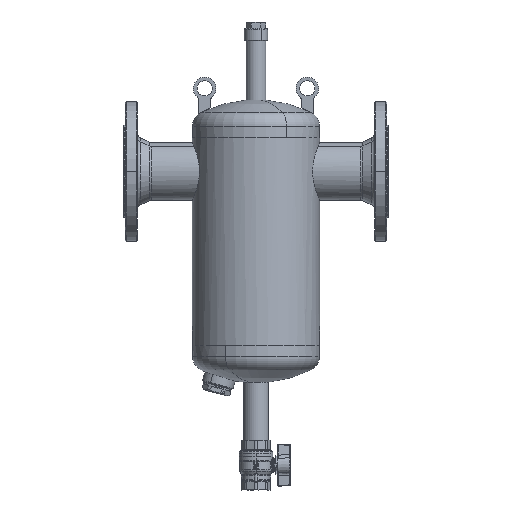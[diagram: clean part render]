
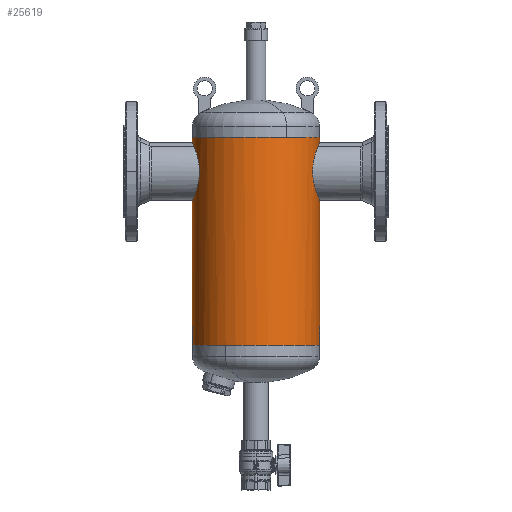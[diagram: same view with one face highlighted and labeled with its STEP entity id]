
A CAD part, front view. The second image highlights one B-rep face of the part: STEP entity #25619.
In plain terms, the highlighted cylindrical face has radius 84.15 mm (diameter 168.3 mm), a partial arc.
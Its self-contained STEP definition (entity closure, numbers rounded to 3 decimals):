
#25357=CARTESIAN_POINT('Line Origine',(156.136,259.865,183.734)) ;
#25361=CARTESIAN_POINT('Vertex',(156.136,259.865,46.234)) ;
#25363=CARTESIAN_POINT('Vertex',(156.136,259.865,237.934)) ;
#25377=CARTESIAN_POINT('Vertex',(-12.164,259.865,46.234)) ;
#25380=CARTESIAN_POINT('Line Origine',(-12.164,259.865,183.734)) ;
#25384=CARTESIAN_POINT('Vertex',(-12.164,259.865,237.934)) ;
#25422=CARTESIAN_POINT('Vertex',(-12.164,259.865,314.534)) ;
#25425=CARTESIAN_POINT('Line Origine',(-12.164,259.865,183.734)) ;
#25429=CARTESIAN_POINT('Vertex',(-12.164,259.865,321.234)) ;
#25443=CARTESIAN_POINT('Vertex',(156.136,259.865,321.234)) ;
#25446=CARTESIAN_POINT('Line Origine',(156.136,259.865,183.734)) ;
#25450=CARTESIAN_POINT('Vertex',(156.136,259.865,314.534)) ;
#25504=CARTESIAN_POINT('Axis2P3D Location',(71.986,259.865,183.734)) ;
#25509=CARTESIAN_POINT('Axis2P3D Location',(71.986,259.865,46.234)) ;
#25513=CARTESIAN_POINT('Vertex',(31.642,186.017,46.234)) ;
#25516=CARTESIAN_POINT('Axis2P3D Location',(71.986,259.865,46.234)) ;
#25522=CARTESIAN_POINT('Control Point',(146.915,221.565,276.234)) ;
#25523=CARTESIAN_POINT('Control Point',(146.915,221.565,272.502)) ;
#25524=CARTESIAN_POINT('Control Point',(147.147,222.02,268.77)) ;
#25525=CARTESIAN_POINT('Control Point',(147.613,222.929,265.134)) ;
#25526=CARTESIAN_POINT('Control Point',(148.671,225.123,259.399)) ;
#25527=CARTESIAN_POINT('Control Point',(150.031,228.349,254.274)) ;
#25528=CARTESIAN_POINT('Control Point',(150.6,229.781,252.351)) ;
#25529=CARTESIAN_POINT('Control Point',(151.774,232.969,248.699)) ;
#25530=CARTESIAN_POINT('Control Point',(152.921,236.697,245.588)) ;
#25531=CARTESIAN_POINT('Control Point',(153.477,238.712,244.163)) ;
#25532=CARTESIAN_POINT('Control Point',(154.7,243.799,241.147)) ;
#25533=CARTESIAN_POINT('Control Point',(155.59,249.443,239.133)) ;
#25534=CARTESIAN_POINT('Control Point',(155.954,252.867,238.334)) ;
#25535=CARTESIAN_POINT('Control Point',(156.136,256.366,237.934)) ;
#25536=CARTESIAN_POINT('Control Point',(156.136,259.865,237.934)) ;
#25537=CARTESIAN_POINT('Vertex',(146.915,221.565,276.234)) ;
#25541=CARTESIAN_POINT('Control Point',(146.915,221.565,276.234)) ;
#25542=CARTESIAN_POINT('Control Point',(146.915,221.565,279.966)) ;
#25543=CARTESIAN_POINT('Control Point',(147.147,222.02,283.698)) ;
#25544=CARTESIAN_POINT('Control Point',(147.613,222.929,287.334)) ;
#25545=CARTESIAN_POINT('Control Point',(148.671,225.123,293.07)) ;
#25546=CARTESIAN_POINT('Control Point',(150.031,228.349,298.194)) ;
#25547=CARTESIAN_POINT('Control Point',(150.6,229.781,300.117)) ;
#25548=CARTESIAN_POINT('Control Point',(151.774,232.969,303.769)) ;
#25549=CARTESIAN_POINT('Control Point',(152.921,236.697,306.88)) ;
#25550=CARTESIAN_POINT('Control Point',(153.477,238.712,308.306)) ;
#25551=CARTESIAN_POINT('Control Point',(154.7,243.799,311.321)) ;
#25552=CARTESIAN_POINT('Control Point',(155.59,249.443,313.335)) ;
#25553=CARTESIAN_POINT('Control Point',(155.954,252.867,314.135)) ;
#25554=CARTESIAN_POINT('Control Point',(156.136,256.366,314.534)) ;
#25555=CARTESIAN_POINT('Control Point',(156.136,259.865,314.534)) ;
#25557=CARTESIAN_POINT('Axis2P3D Location',(71.986,259.865,321.234)) ;
#25561=CARTESIAN_POINT('Vertex',(112.33,186.017,321.234)) ;
#25564=CARTESIAN_POINT('Axis2P3D Location',(71.986,259.865,321.234)) ;
#25570=CARTESIAN_POINT('Control Point',(-2.943,221.565,276.234)) ;
#25571=CARTESIAN_POINT('Control Point',(-2.943,221.565,279.966)) ;
#25572=CARTESIAN_POINT('Control Point',(-3.175,222.02,283.698)) ;
#25573=CARTESIAN_POINT('Control Point',(-3.641,222.929,287.334)) ;
#25574=CARTESIAN_POINT('Control Point',(-4.699,225.123,293.07)) ;
#25575=CARTESIAN_POINT('Control Point',(-6.059,228.349,298.194)) ;
#25576=CARTESIAN_POINT('Control Point',(-6.628,229.781,300.117)) ;
#25577=CARTESIAN_POINT('Control Point',(-7.802,232.969,303.769)) ;
#25578=CARTESIAN_POINT('Control Point',(-8.95,236.697,306.88)) ;
#25579=CARTESIAN_POINT('Control Point',(-9.505,238.712,308.306)) ;
#25580=CARTESIAN_POINT('Control Point',(-10.728,243.799,311.321)) ;
#25581=CARTESIAN_POINT('Control Point',(-11.618,249.443,313.335)) ;
#25582=CARTESIAN_POINT('Control Point',(-11.982,252.867,314.135)) ;
#25583=CARTESIAN_POINT('Control Point',(-12.164,256.366,314.534)) ;
#25584=CARTESIAN_POINT('Control Point',(-12.164,259.865,314.534)) ;
#25585=CARTESIAN_POINT('Vertex',(-2.943,221.565,276.234)) ;
#25589=CARTESIAN_POINT('Control Point',(-2.943,221.565,276.234)) ;
#25590=CARTESIAN_POINT('Control Point',(-2.943,221.565,272.502)) ;
#25591=CARTESIAN_POINT('Control Point',(-3.175,222.02,268.77)) ;
#25592=CARTESIAN_POINT('Control Point',(-3.641,222.929,265.134)) ;
#25593=CARTESIAN_POINT('Control Point',(-4.699,225.123,259.399)) ;
#25594=CARTESIAN_POINT('Control Point',(-6.059,228.349,254.274)) ;
#25595=CARTESIAN_POINT('Control Point',(-6.628,229.781,252.351)) ;
#25596=CARTESIAN_POINT('Control Point',(-7.802,232.969,248.699)) ;
#25597=CARTESIAN_POINT('Control Point',(-8.95,236.697,245.588)) ;
#25598=CARTESIAN_POINT('Control Point',(-9.505,238.712,244.163)) ;
#25599=CARTESIAN_POINT('Control Point',(-10.728,243.799,241.147)) ;
#25600=CARTESIAN_POINT('Control Point',(-11.618,249.443,239.133)) ;
#25601=CARTESIAN_POINT('Control Point',(-11.982,252.867,238.334)) ;
#25602=CARTESIAN_POINT('Control Point',(-12.164,256.366,237.934)) ;
#25603=CARTESIAN_POINT('Control Point',(-12.164,259.865,237.934)) ;
#25359=VECTOR('Line Direction',#25358,1.) ;
#25382=VECTOR('Line Direction',#25381,1.) ;
#25427=VECTOR('Line Direction',#25426,1.) ;
#25448=VECTOR('Line Direction',#25447,1.) ;
#25358=DIRECTION('Vector Direction',(0.,0.,1.)) ;
#25381=DIRECTION('Vector Direction',(0.,0.,1.)) ;
#25426=DIRECTION('Vector Direction',(0.,0.,1.)) ;
#25447=DIRECTION('Vector Direction',(0.,0.,1.)) ;
#25505=DIRECTION('Axis2P3D Direction',(0.,0.,1.)) ;
#25506=DIRECTION('Axis2P3D XDirection',(-1.,0.,0.)) ;
#25510=DIRECTION('Axis2P3D Direction',(0.,0.,1.)) ;
#25517=DIRECTION('Axis2P3D Direction',(0.,0.,1.)) ;
#25558=DIRECTION('Axis2P3D Direction',(0.,0.,1.)) ;
#25565=DIRECTION('Axis2P3D Direction',(0.,0.,1.)) ;
#25507=AXIS2_PLACEMENT_3D('Cylinder Axis2P3D',#25504,#25505,#25506) ;
#25511=AXIS2_PLACEMENT_3D('Circle Axis2P3D',#25509,#25510,$) ;
#25518=AXIS2_PLACEMENT_3D('Circle Axis2P3D',#25516,#25517,$) ;
#25559=AXIS2_PLACEMENT_3D('Circle Axis2P3D',#25557,#25558,$) ;
#25566=AXIS2_PLACEMENT_3D('Circle Axis2P3D',#25564,#25565,$) ;
#25360=LINE('Line',#25357,#25359) ;
#25383=LINE('Line',#25380,#25382) ;
#25428=LINE('Line',#25425,#25427) ;
#25449=LINE('Line',#25446,#25448) ;
#25512=CIRCLE('generated circle',#25511,84.15) ;
#25519=CIRCLE('generated circle',#25518,84.15) ;
#25560=CIRCLE('generated circle',#25559,84.15) ;
#25567=CIRCLE('generated circle',#25566,84.15) ;
#25508=CYLINDRICAL_SURFACE('generated cylinder',#25507,84.15) ;
#25365=EDGE_CURVE('',#25362,#25364,#25360,.T.) ;
#25386=EDGE_CURVE('',#25378,#25385,#25383,.T.) ;
#25431=EDGE_CURVE('',#25423,#25430,#25428,.T.) ;
#25452=EDGE_CURVE('',#25451,#25444,#25449,.T.) ;
#25515=EDGE_CURVE('',#25514,#25378,#25512,.F.) ;
#25520=EDGE_CURVE('',#25514,#25362,#25519,.T.) ;
#25539=EDGE_CURVE('',#25538,#25364,#25521,.T.) ;
#25556=EDGE_CURVE('',#25538,#25451,#25540,.T.) ;
#25563=EDGE_CURVE('',#25562,#25444,#25560,.T.) ;
#25568=EDGE_CURVE('',#25430,#25562,#25567,.T.) ;
#25587=EDGE_CURVE('',#25586,#25423,#25569,.T.) ;
#25604=EDGE_CURVE('',#25586,#25385,#25588,.T.) ;
#25606=ORIENTED_EDGE('',*,*,#25386,.F.) ;
#25607=ORIENTED_EDGE('',*,*,#25515,.F.) ;
#25608=ORIENTED_EDGE('',*,*,#25520,.T.) ;
#25609=ORIENTED_EDGE('',*,*,#25365,.T.) ;
#25610=ORIENTED_EDGE('',*,*,#25539,.F.) ;
#25611=ORIENTED_EDGE('',*,*,#25556,.T.) ;
#25612=ORIENTED_EDGE('',*,*,#25452,.T.) ;
#25613=ORIENTED_EDGE('',*,*,#25563,.F.) ;
#25614=ORIENTED_EDGE('',*,*,#25568,.F.) ;
#25615=ORIENTED_EDGE('',*,*,#25431,.F.) ;
#25616=ORIENTED_EDGE('',*,*,#25587,.F.) ;
#25617=ORIENTED_EDGE('',*,*,#25604,.T.) ;
#25605=EDGE_LOOP('',(#25606,#25607,#25608,#25609,#25610,#25611,#25612,#25613,#25614,#25615,#25616,#25617)) ;
#25362=VERTEX_POINT('',#25361) ;
#25364=VERTEX_POINT('',#25363) ;
#25378=VERTEX_POINT('',#25377) ;
#25385=VERTEX_POINT('',#25384) ;
#25423=VERTEX_POINT('',#25422) ;
#25430=VERTEX_POINT('',#25429) ;
#25444=VERTEX_POINT('',#25443) ;
#25451=VERTEX_POINT('',#25450) ;
#25514=VERTEX_POINT('',#25513) ;
#25538=VERTEX_POINT('',#25537) ;
#25562=VERTEX_POINT('',#25561) ;
#25586=VERTEX_POINT('',#25585) ;
#25619=ADVANCED_FACE('49625.1\\39714.1',(#25618),#25508,.T.) ;
#25521=B_SPLINE_CURVE_WITH_KNOTS('',5,(#25522,#25523,#25524,#25525,#25526,#25527,#25528,#25529,#25530,#25531,#25532,#25533,#25534,#25535,#25536),.UNSPECIFIED.,.F.,.U.,(6,3,3,3,6),(0.,26.389,43.745,61.559,86.3),.UNSPECIFIED.) ;
#25540=B_SPLINE_CURVE_WITH_KNOTS('',5,(#25541,#25542,#25543,#25544,#25545,#25546,#25547,#25548,#25549,#25550,#25551,#25552,#25553,#25554,#25555),.UNSPECIFIED.,.F.,.U.,(6,3,3,3,6),(0.,26.389,43.745,61.559,86.3),.UNSPECIFIED.) ;
#25569=B_SPLINE_CURVE_WITH_KNOTS('',5,(#25570,#25571,#25572,#25573,#25574,#25575,#25576,#25577,#25578,#25579,#25580,#25581,#25582,#25583,#25584),.UNSPECIFIED.,.F.,.U.,(6,3,3,3,6),(0.,26.389,43.745,61.559,86.3),.UNSPECIFIED.) ;
#25588=B_SPLINE_CURVE_WITH_KNOTS('',5,(#25589,#25590,#25591,#25592,#25593,#25594,#25595,#25596,#25597,#25598,#25599,#25600,#25601,#25602,#25603),.UNSPECIFIED.,.F.,.U.,(6,3,3,3,6),(0.,26.389,43.745,61.559,86.3),.UNSPECIFIED.) ;
#25618=FACE_OUTER_BOUND('',#25605,.T.) ;
